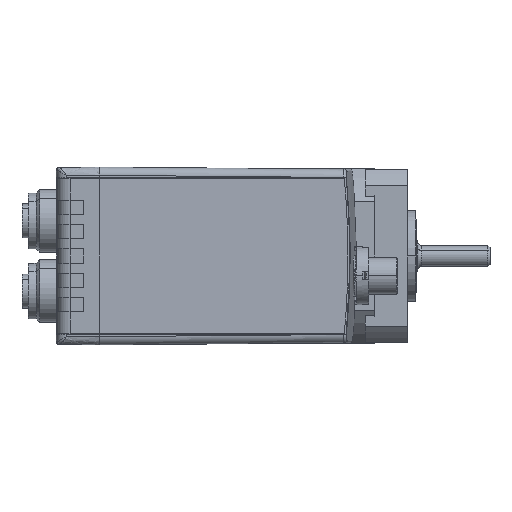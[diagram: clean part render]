
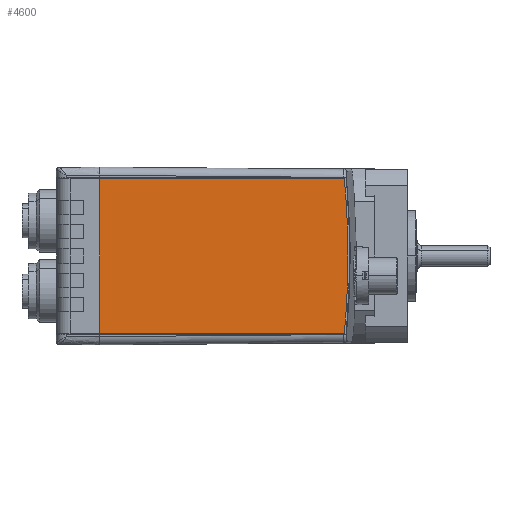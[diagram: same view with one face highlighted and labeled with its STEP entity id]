
A CAD part, left-side view. The second image highlights one B-rep face of the part: STEP entity #4600.
In plain terms, the highlighted planar face has unit normal (-1, -0.009, 0).
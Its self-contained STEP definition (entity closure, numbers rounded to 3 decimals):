
#1220 = CARTESIAN_POINT ( 'NONE',  ( -59.28, 43.498, -18.75 ) ) ;
#2134 = CIRCLE ( 'NONE', #21155, 197.756 ) ;
#3492 = CARTESIAN_POINT ( 'NONE',  ( -58.755, -16.62, 0. ) ) ;
#3962 = DIRECTION ( 'NONE',  ( -1., -0.009, 0. ) ) ;
#4568 = CARTESIAN_POINT ( 'NONE',  ( -60.481, 181.129, 0. ) ) ;
#4600 = ADVANCED_FACE ( 'NONE', ( #22350 ), #22198, .T. ) ;
#4734 = DIRECTION ( 'NONE',  ( 0.009, -1., 0. ) ) ;
#5777 = VERTEX_POINT ( 'NONE', #29622 ) ;
#6034 = CARTESIAN_POINT ( 'NONE',  ( -59.28, 43.497, -18.75 ) ) ;
#6869 = CARTESIAN_POINT ( 'NONE',  ( -59.28, 43.498, -129.219 ) ) ;
#6951 = EDGE_LOOP ( 'NONE', ( #33317, #16092, #24692, #10817, #12485 ) ) ;
#9101 = EDGE_CURVE ( 'NONE', #5777, #14356, #11558, .T. ) ;
#9287 = DIRECTION ( 'NONE',  ( 0.009, -1., 0. ) ) ;
#10817 = ORIENTED_EDGE ( 'NONE', *, *, #18835, .F. ) ;
#11485 = EDGE_CURVE ( 'NONE', #5777, #19668, #20091, .T. ) ;
#11558 = LINE ( 'NONE', #32329, #19444 ) ;
#12485 = ORIENTED_EDGE ( 'NONE', *, *, #31036, .F. ) ;
#13562 = CIRCLE ( 'NONE', #20610, 197.756 ) ;
#14205 = VECTOR ( 'NONE', #16997, 1000. ) ;
#14356 = VERTEX_POINT ( 'NONE', #6034 ) ;
#14932 = VERTEX_POINT ( 'NONE', #3492 ) ;
#15500 = VERTEX_POINT ( 'NONE', #20709 ) ;
#16092 = ORIENTED_EDGE ( 'NONE', *, *, #9101, .T. ) ;
#16997 = DIRECTION ( 'NONE',  ( 0.009, -1., 0. ) ) ;
#18835 = EDGE_CURVE ( 'NONE', #14932, #15500, #2134, .T. ) ;
#19355 = VECTOR ( 'NONE', #30844, 1000. ) ;
#19444 = VECTOR ( 'NONE', #26663, 1000. ) ;
#19462 = DIRECTION ( 'NONE',  ( 0.009, -1., 0. ) ) ;
#19668 = VERTEX_POINT ( 'NONE', #27567 ) ;
#19880 = DIRECTION ( 'NONE',  ( 1., 0.009, 0. ) ) ;
#20091 = LINE ( 'NONE', #33248, #19355 ) ;
#20610 = AXIS2_PLACEMENT_3D ( 'NONE', #22711, #24751, #19462 ) ;
#20709 = CARTESIAN_POINT ( 'NONE',  ( -58.763, -15.729, -18.75 ) ) ;
#20929 = EDGE_CURVE ( 'NONE', #14356, #15500, #32385, .T. ) ;
#21155 = AXIS2_PLACEMENT_3D ( 'NONE', #4568, #19880, #4734 ) ;
#22198 = PLANE ( 'NONE',  #31764 ) ;
#22350 = FACE_OUTER_BOUND ( 'NONE', #6951, .T. ) ;
#22711 = CARTESIAN_POINT ( 'NONE',  ( -60.481, 181.129, 0. ) ) ;
#24692 = ORIENTED_EDGE ( 'NONE', *, *, #20929, .T. ) ;
#24751 = DIRECTION ( 'NONE',  ( 1., 0.009, 0. ) ) ;
#26663 = DIRECTION ( 'NONE',  ( 0., 0., -1. ) ) ;
#27567 = CARTESIAN_POINT ( 'NONE',  ( -58.763, -15.729, 18.75 ) ) ;
#29622 = CARTESIAN_POINT ( 'NONE',  ( -59.28, 43.497, 18.75 ) ) ;
#30844 = DIRECTION ( 'NONE',  ( 0.009, -1., 0. ) ) ;
#31036 = EDGE_CURVE ( 'NONE', #19668, #14932, #13562, .T. ) ;
#31764 = AXIS2_PLACEMENT_3D ( 'NONE', #6869, #3962, #9287 ) ;
#32329 = CARTESIAN_POINT ( 'NONE',  ( -59.28, 43.497, -129.219 ) ) ;
#32385 = LINE ( 'NONE', #1220, #14205 ) ;
#33248 = CARTESIAN_POINT ( 'NONE',  ( -59.28, 43.498, 18.75 ) ) ;
#33317 = ORIENTED_EDGE ( 'NONE', *, *, #11485, .F. ) ;
